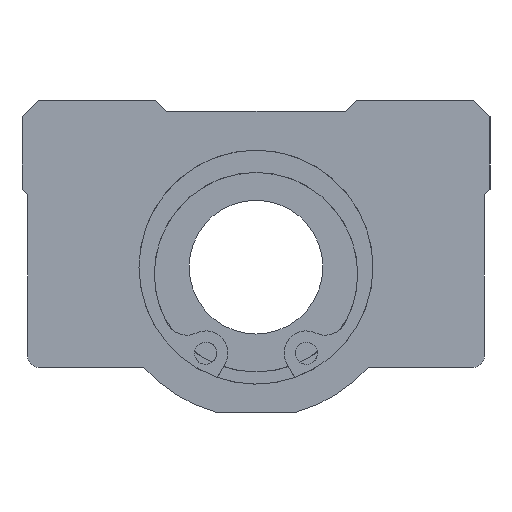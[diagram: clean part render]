
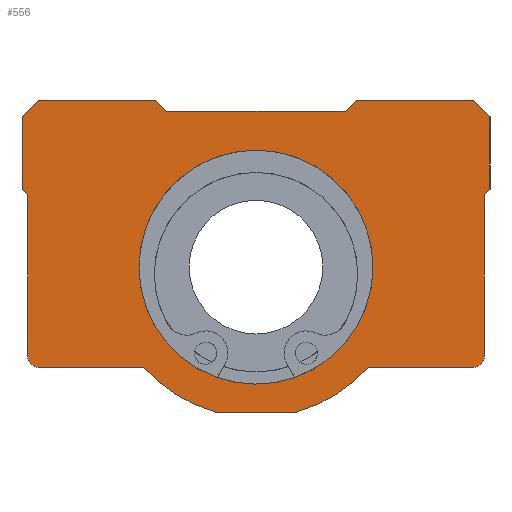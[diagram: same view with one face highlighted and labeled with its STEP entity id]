
A CAD part, left-side view. The second image highlights one B-rep face of the part: STEP entity #556.
In plain terms, the highlighted planar face has unit normal (-1, 0, 0).
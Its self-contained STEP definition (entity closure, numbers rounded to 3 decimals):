
#473=CIRCLE('',#4691,10.5);
#481=CIRCLE('',#4705,1.);
#488=CIRCLE('',#4715,1.);
#489=CIRCLE('',#4717,13.5);
#490=CIRCLE('',#4718,13.5);
#556=ADVANCED_FACE('',(#970,#971),#794,.F.);
#794=PLANE('',#4719);
#970=FACE_BOUND('',#1107,.T.);
#971=FACE_BOUND('',#1108,.T.);
#1107=EDGE_LOOP('',(#1966,#1967,#1968,#1969,#1970,#1971,#1972,#1973,#1974,
#1975,#1976,#1977,#1978,#1979,#1980,#1981,#1982,#1983,#1984,#1985));
#1108=EDGE_LOOP('',(#1986));
#1966=ORIENTED_EDGE('',*,*,#3529,.F.);
#1967=ORIENTED_EDGE('',*,*,#3532,.F.);
#1968=ORIENTED_EDGE('',*,*,#3554,.F.);
#1969=ORIENTED_EDGE('',*,*,#3555,.F.);
#1970=ORIENTED_EDGE('',*,*,#3556,.F.);
#1971=ORIENTED_EDGE('',*,*,#3557,.F.);
#1972=ORIENTED_EDGE('',*,*,#3552,.F.);
#1973=ORIENTED_EDGE('',*,*,#3330,.F.);
#1974=ORIENTED_EDGE('',*,*,#3558,.F.);
#1975=ORIENTED_EDGE('',*,*,#3559,.F.);
#1976=ORIENTED_EDGE('',*,*,#3560,.F.);
#1977=ORIENTED_EDGE('',*,*,#3561,.F.);
#1978=ORIENTED_EDGE('',*,*,#3562,.F.);
#1979=ORIENTED_EDGE('',*,*,#3563,.F.);
#1980=ORIENTED_EDGE('',*,*,#3564,.F.);
#1981=ORIENTED_EDGE('',*,*,#3565,.F.);
#1982=ORIENTED_EDGE('',*,*,#3566,.F.);
#1983=ORIENTED_EDGE('',*,*,#3567,.F.);
#1984=ORIENTED_EDGE('',*,*,#3568,.F.);
#1985=ORIENTED_EDGE('',*,*,#3390,.F.);
#1986=ORIENTED_EDGE('',*,*,#3520,.T.);
#2910=VERTEX_POINT('',#6032);
#2912=VERTEX_POINT('',#6036);
#2971=VERTEX_POINT('',#6494);
#2973=VERTEX_POINT('',#6497);
#3073=VERTEX_POINT('',#6922);
#3075=VERTEX_POINT('',#6938);
#3077=VERTEX_POINT('',#6944);
#3095=VERTEX_POINT('',#6985);
#3096=VERTEX_POINT('',#6989);
#3097=VERTEX_POINT('',#6991);
#3098=VERTEX_POINT('',#6993);
#3099=VERTEX_POINT('',#6996);
#3100=VERTEX_POINT('',#6998);
#3101=VERTEX_POINT('',#7000);
#3102=VERTEX_POINT('',#7002);
#3103=VERTEX_POINT('',#7004);
#3104=VERTEX_POINT('',#7006);
#3105=VERTEX_POINT('',#7008);
#3106=VERTEX_POINT('',#7010);
#3107=VERTEX_POINT('',#7012);
#3108=VERTEX_POINT('',#7014);
#3330=EDGE_CURVE('',#2912,#2910,#3940,.T.);
#3390=EDGE_CURVE('',#2971,#2973,#3974,.T.);
#3520=EDGE_CURVE('',#3073,#3073,#473,.T.);
#3529=EDGE_CURVE('',#3075,#2971,#481,.T.);
#3532=EDGE_CURVE('',#3077,#3075,#4032,.T.);
#3552=EDGE_CURVE('',#2910,#3095,#488,.T.);
#3554=EDGE_CURVE('',#3096,#3077,#489,.T.);
#3555=EDGE_CURVE('',#3097,#3096,#4047,.T.);
#3556=EDGE_CURVE('',#3098,#3097,#490,.T.);
#3557=EDGE_CURVE('',#3095,#3098,#4048,.T.);
#3558=EDGE_CURVE('',#3099,#2912,#4049,.T.);
#3559=EDGE_CURVE('',#3100,#3099,#4050,.T.);
#3560=EDGE_CURVE('',#3101,#3100,#4051,.T.);
#3561=EDGE_CURVE('',#3102,#3101,#4052,.T.);
#3562=EDGE_CURVE('',#3103,#3102,#4053,.T.);
#3563=EDGE_CURVE('',#3104,#3103,#4054,.T.);
#3564=EDGE_CURVE('',#3105,#3104,#4055,.T.);
#3565=EDGE_CURVE('',#3106,#3105,#4056,.T.);
#3566=EDGE_CURVE('',#3107,#3106,#4057,.T.);
#3567=EDGE_CURVE('',#3108,#3107,#4058,.T.);
#3568=EDGE_CURVE('',#2973,#3108,#4059,.T.);
#3940=LINE('',#6037,#4252);
#3974=LINE('',#6496,#4286);
#4032=LINE('',#6945,#4344);
#4047=LINE('',#6990,#4359);
#4048=LINE('',#6994,#4360);
#4049=LINE('',#6995,#4361);
#4050=LINE('',#6997,#4362);
#4051=LINE('',#6999,#4363);
#4052=LINE('',#7001,#4364);
#4053=LINE('',#7003,#4365);
#4054=LINE('',#7005,#4366);
#4055=LINE('',#7007,#4367);
#4056=LINE('',#7009,#4368);
#4057=LINE('',#7011,#4369);
#4058=LINE('',#7013,#4370);
#4059=LINE('',#7015,#4371);
#4252=VECTOR('',#4920,1.);
#4286=VECTOR('',#4956,1.);
#4344=VECTOR('',#5222,1.);
#4359=VECTOR('',#5259,1.);
#4360=VECTOR('',#5262,1.);
#4361=VECTOR('',#5263,1.);
#4362=VECTOR('',#5264,1.);
#4363=VECTOR('',#5265,1.);
#4364=VECTOR('',#5266,1.);
#4365=VECTOR('',#5267,1.);
#4366=VECTOR('',#5268,1.);
#4367=VECTOR('',#5269,1.);
#4368=VECTOR('',#5270,1.);
#4369=VECTOR('',#5271,1.);
#4370=VECTOR('',#5272,1.);
#4371=VECTOR('',#5273,1.);
#4691=AXIS2_PLACEMENT_3D('',#6921,#5187,#5188);
#4705=AXIS2_PLACEMENT_3D('',#6939,#5216,#5217);
#4715=AXIS2_PLACEMENT_3D('',#6984,#5252,#5253);
#4717=AXIS2_PLACEMENT_3D('',#6988,#5257,#5258);
#4718=AXIS2_PLACEMENT_3D('',#6992,#5260,#5261);
#4719=AXIS2_PLACEMENT_3D('',#7016,#5274,#5275);
#4920=DIRECTION('',(0.,0.,-1.));
#4956=DIRECTION('',(0.,0.,1.));
#5187=DIRECTION('',(1.,0.,0.));
#5188=DIRECTION('',(0.,-1.,0.));
#5216=DIRECTION('',(1.,0.,0.));
#5217=DIRECTION('',(0.,0.707,-0.707));
#5222=DIRECTION('',(0.,1.,0.));
#5252=DIRECTION('',(1.,0.,0.));
#5253=DIRECTION('',(0.,-0.707,-0.707));
#5257=DIRECTION('',(1.,0.,0.));
#5258=DIRECTION('',(0.,0.,-1.));
#5259=DIRECTION('',(0.,1.,0.));
#5260=DIRECTION('',(1.,0.,0.));
#5261=DIRECTION('',(0.,0.,-1.));
#5262=DIRECTION('',(0.,1.,0.));
#5263=DIRECTION('',(0.,0.707,-0.707));
#5264=DIRECTION('',(0.,0.,-1.));
#5265=DIRECTION('',(0.,-0.707,-0.707));
#5266=DIRECTION('',(0.,-1.,0.));
#5267=DIRECTION('',(0.,-0.707,0.707));
#5268=DIRECTION('',(0.,-1.,0.));
#5269=DIRECTION('',(0.,-0.707,-0.707));
#5270=DIRECTION('',(0.,-1.,0.));
#5271=DIRECTION('',(0.,-0.707,0.707));
#5272=DIRECTION('',(0.,0.,1.));
#5273=DIRECTION('',(0.,0.707,0.707));
#5274=DIRECTION('',(1.,0.,0.));
#5275=DIRECTION('',(0.,0.,-1.));
#6032=CARTESIAN_POINT('',(0.,-20.5,-8.));
#6036=CARTESIAN_POINT('',(0.,-20.5,6.5));
#6037=CARTESIAN_POINT('',(0.,-20.5,6.));
#6494=CARTESIAN_POINT('',(0.,20.5,-8.));
#6496=CARTESIAN_POINT('',(0.,20.5,-8.));
#6497=CARTESIAN_POINT('',(0.,20.5,6.5));
#6921=CARTESIAN_POINT('',(0.,0.,0.));
#6922=CARTESIAN_POINT('',(0.,10.5,0.));
#6938=CARTESIAN_POINT('',(0.,19.5,-9.));
#6939=CARTESIAN_POINT('',(0.,19.5,-8.));
#6944=CARTESIAN_POINT('',(0.,10.062,-9.));
#6945=CARTESIAN_POINT('',(0.,11.369,-9.));
#6984=CARTESIAN_POINT('',(0.,-19.5,-8.));
#6985=CARTESIAN_POINT('',(0.,-19.5,-9.));
#6988=CARTESIAN_POINT('',(0.,0.,0.));
#6989=CARTESIAN_POINT('',(0.,3.64,-13.));
#6990=CARTESIAN_POINT('',(0.,0.,-13.));
#6991=CARTESIAN_POINT('',(0.,-3.64,-13.));
#6992=CARTESIAN_POINT('',(0.,0.,0.));
#6993=CARTESIAN_POINT('',(0.,-10.062,-9.));
#6994=CARTESIAN_POINT('',(0.,-19.5,-9.));
#6995=CARTESIAN_POINT('',(0.,-21.,7.));
#6996=CARTESIAN_POINT('',(0.,-21.,7.));
#6997=CARTESIAN_POINT('',(0.,-21.,13.5));
#6998=CARTESIAN_POINT('',(0.,-21.,13.5));
#6999=CARTESIAN_POINT('',(0.,-19.5,15.));
#7000=CARTESIAN_POINT('',(0.,-19.5,15.));
#7001=CARTESIAN_POINT('',(0.,-9.,15.));
#7002=CARTESIAN_POINT('',(0.,-9.,15.));
#7003=CARTESIAN_POINT('',(0.,-8.,14.));
#7004=CARTESIAN_POINT('',(0.,-8.,14.));
#7005=CARTESIAN_POINT('',(0.,8.,14.));
#7006=CARTESIAN_POINT('',(0.,8.,14.));
#7007=CARTESIAN_POINT('',(0.,9.,15.));
#7008=CARTESIAN_POINT('',(0.,9.,15.));
#7009=CARTESIAN_POINT('',(0.,19.5,15.));
#7010=CARTESIAN_POINT('',(0.,19.5,15.));
#7011=CARTESIAN_POINT('',(0.,21.,13.5));
#7012=CARTESIAN_POINT('',(0.,21.,13.5));
#7013=CARTESIAN_POINT('',(0.,21.,6.5));
#7014=CARTESIAN_POINT('',(0.,21.,7.));
#7015=CARTESIAN_POINT('',(0.,20.5,6.5));
#7016=CARTESIAN_POINT('',(0.,0.,1.65));
